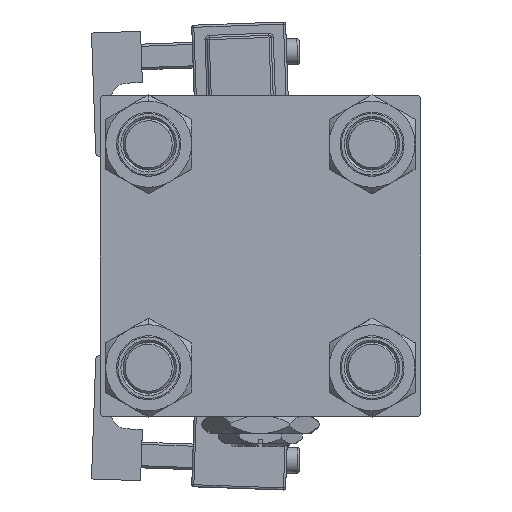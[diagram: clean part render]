
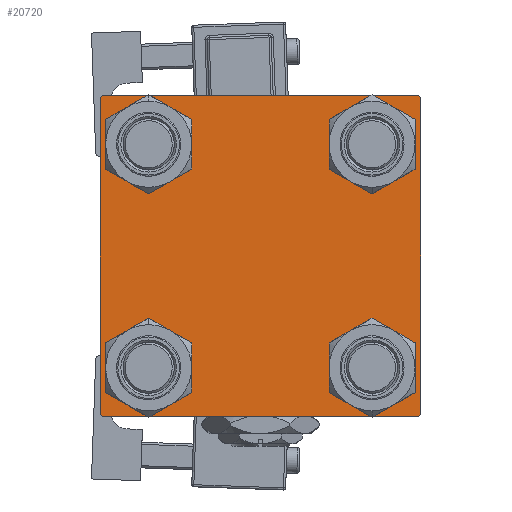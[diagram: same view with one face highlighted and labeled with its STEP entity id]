
A CAD part, left-side view. The second image highlights one B-rep face of the part: STEP entity #20720.
In plain terms, the highlighted planar face has unit normal (-1, 0, 0).
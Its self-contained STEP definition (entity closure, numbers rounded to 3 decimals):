
#150 = ORIENTED_EDGE ( 'NONE', *, *, #6428, .F. ) ;
#248 = EDGE_CURVE ( 'NONE', #25591, #20832, #30381, .T. ) ;
#444 = VERTEX_POINT ( 'NONE', #49714 ) ;
#736 = CARTESIAN_POINT ( 'NONE',  ( 0., 26.15, -26.15 ) ) ;
#899 = VECTOR ( 'NONE', #27325, 1000. ) ;
#1069 = EDGE_CURVE ( 'NONE', #5432, #30979, #28200, .T. ) ;
#1258 = VECTOR ( 'NONE', #53179, 1000. ) ;
#2548 = CARTESIAN_POINT ( 'NONE',  ( 0., -37., -37.5 ) ) ;
#2872 = VERTEX_POINT ( 'NONE', #10565 ) ;
#2935 = CARTESIAN_POINT ( 'NONE',  ( 0., 26.15, 32.65 ) ) ;
#3287 = CARTESIAN_POINT ( 'NONE',  ( 0., -37.5, 37. ) ) ;
#3504 = VECTOR ( 'NONE', #18907, 1000. ) ;
#5432 = VERTEX_POINT ( 'NONE', #2548 ) ;
#5455 = CIRCLE ( 'NONE', #18487, 6.5 ) ;
#6428 = EDGE_CURVE ( 'NONE', #55412, #30979, #17356, .T. ) ;
#6915 = FACE_OUTER_BOUND ( 'NONE', #54806, .T. ) ;
#7517 = CARTESIAN_POINT ( 'NONE',  ( 0., 37.25, -37.25 ) ) ;
#7975 = DIRECTION ( 'NONE',  ( 1., 0., 0. ) ) ;
#8480 = CARTESIAN_POINT ( 'NONE',  ( 0., -37.25, 37.25 ) ) ;
#9140 = ORIENTED_EDGE ( 'NONE', *, *, #32023, .T. ) ;
#9221 = VERTEX_POINT ( 'NONE', #45447 ) ;
#9350 = VECTOR ( 'NONE', #40304, 1000. ) ;
#10010 = CIRCLE ( 'NONE', #36921, 6.5 ) ;
#10071 = CARTESIAN_POINT ( 'NONE',  ( 0., 37.5, 37.5 ) ) ;
#10414 = AXIS2_PLACEMENT_3D ( 'NONE', #13269, #35051, #52756 ) ;
#10565 = CARTESIAN_POINT ( 'NONE',  ( 0., 37.5, 37. ) ) ;
#10786 = VERTEX_POINT ( 'NONE', #46285 ) ;
#11093 = EDGE_LOOP ( 'NONE', ( #15278, #17104 ) ) ;
#11288 = AXIS2_PLACEMENT_3D ( 'NONE', #46706, #52214, #12439 ) ;
#11566 = FACE_BOUND ( 'NONE', #39577, .T. ) ;
#11852 = DIRECTION ( 'NONE',  ( 0., 0., -1. ) ) ;
#12439 = DIRECTION ( 'NONE',  ( 0., 0., 1. ) ) ;
#12452 = ORIENTED_EDGE ( 'NONE', *, *, #29714, .T. ) ;
#13269 = CARTESIAN_POINT ( 'NONE',  ( 0., -26.15, 26.15 ) ) ;
#13662 = VERTEX_POINT ( 'NONE', #56311 ) ;
#15278 = ORIENTED_EDGE ( 'NONE', *, *, #248, .T. ) ;
#15814 = ORIENTED_EDGE ( 'NONE', *, *, #56709, .T. ) ;
#16001 = ORIENTED_EDGE ( 'NONE', *, *, #55422, .T. ) ;
#16794 = FACE_BOUND ( 'NONE', #11093, .T. ) ;
#16811 = LINE ( 'NONE', #7517, #54285 ) ;
#17104 = ORIENTED_EDGE ( 'NONE', *, *, #37761, .T. ) ;
#17150 = ORIENTED_EDGE ( 'NONE', *, *, #39148, .T. ) ;
#17230 = ORIENTED_EDGE ( 'NONE', *, *, #1069, .T. ) ;
#17356 = LINE ( 'NONE', #51921, #18559 ) ;
#17578 = LINE ( 'NONE', #49217, #30702 ) ;
#17789 = CARTESIAN_POINT ( 'NONE',  ( 0., 26.15, -26.15 ) ) ;
#18274 = ORIENTED_EDGE ( 'NONE', *, *, #57089, .T. ) ;
#18457 = DIRECTION ( 'NONE',  ( 1., 0., 0. ) ) ;
#18487 = AXIS2_PLACEMENT_3D ( 'NONE', #17789, #26513, #44215 ) ;
#18559 = VECTOR ( 'NONE', #11852, 1000. ) ;
#18907 = DIRECTION ( 'NONE',  ( 0., -0.707, 0.707 ) ) ;
#19673 = CARTESIAN_POINT ( 'NONE',  ( 0., -26.15, 26.15 ) ) ;
#19772 = ORIENTED_EDGE ( 'NONE', *, *, #51327, .T. ) ;
#20430 = CARTESIAN_POINT ( 'NONE',  ( 0., -26.15, -26.15 ) ) ;
#20485 = CARTESIAN_POINT ( 'NONE',  ( 0., -26.15, -26.15 ) ) ;
#20720 = ADVANCED_FACE ( 'NONE', ( #38852, #16794, #24933, #11566, #6915 ), #34517, .T. ) ;
#20832 = VERTEX_POINT ( 'NONE', #42012 ) ;
#20933 = EDGE_CURVE ( 'NONE', #46971, #5432, #17578, .T. ) ;
#21608 = VERTEX_POINT ( 'NONE', #48729 ) ;
#21870 = DIRECTION ( 'NONE',  ( 0., 0., 1. ) ) ;
#21942 = CARTESIAN_POINT ( 'NONE',  ( 0., 37., -37.5 ) ) ;
#22590 = LINE ( 'NONE', #10071, #9350 ) ;
#23483 = DIRECTION ( 'NONE',  ( 0., 0., 1. ) ) ;
#23716 = CIRCLE ( 'NONE', #50604, 6.5 ) ;
#24020 = CARTESIAN_POINT ( 'NONE',  ( 0., -26.15, 32.65 ) ) ;
#24452 = EDGE_CURVE ( 'NONE', #40494, #36638, #37309, .T. ) ;
#24933 = FACE_BOUND ( 'NONE', #28589, .T. ) ;
#24935 = CARTESIAN_POINT ( 'NONE',  ( 0., 37.5, -37. ) ) ;
#25591 = VERTEX_POINT ( 'NONE', #43732 ) ;
#25603 = CARTESIAN_POINT ( 'NONE',  ( 0., 37.5, 37.5 ) ) ;
#25653 = AXIS2_PLACEMENT_3D ( 'NONE', #736, #18457, #40246 ) ;
#25908 = LINE ( 'NONE', #39244, #32774 ) ;
#26513 = DIRECTION ( 'NONE',  ( 1., 0., 0. ) ) ;
#27049 = ORIENTED_EDGE ( 'NONE', *, *, #54274, .T. ) ;
#27325 = DIRECTION ( 'NONE',  ( 0., 0., -1. ) ) ;
#28009 = ORIENTED_EDGE ( 'NONE', *, *, #40962, .T. ) ;
#28128 = CARTESIAN_POINT ( 'NONE',  ( 0., 26.15, 26.15 ) ) ;
#28200 = LINE ( 'NONE', #41257, #3504 ) ;
#28589 = EDGE_LOOP ( 'NONE', ( #17150, #18274 ) ) ;
#28617 = CARTESIAN_POINT ( 'NONE',  ( 0., -37.5, -37. ) ) ;
#29714 = EDGE_CURVE ( 'NONE', #36638, #40494, #31069, .T. ) ;
#30056 = AXIS2_PLACEMENT_3D ( 'NONE', #51779, #47434, #21870 ) ;
#30381 = CIRCLE ( 'NONE', #42431, 6.5 ) ;
#30702 = VECTOR ( 'NONE', #48362, 1000. ) ;
#30979 = VERTEX_POINT ( 'NONE', #28617 ) ;
#31069 = CIRCLE ( 'NONE', #44952, 6.5 ) ;
#32023 = EDGE_CURVE ( 'NONE', #444, #47648, #23716, .T. ) ;
#32765 = DIRECTION ( 'NONE',  ( 1., 0., 0. ) ) ;
#32774 = VECTOR ( 'NONE', #48812, 1000. ) ;
#33599 = DIRECTION ( 'NONE',  ( 1., 0., 0. ) ) ;
#34517 = PLANE ( 'NONE',  #11288 ) ;
#35051 = DIRECTION ( 'NONE',  ( 1., 0., 0. ) ) ;
#36638 = VERTEX_POINT ( 'NONE', #37122 ) ;
#36858 = ORIENTED_EDGE ( 'NONE', *, *, #24452, .T. ) ;
#36921 = AXIS2_PLACEMENT_3D ( 'NONE', #20485, #7975, #55885 ) ;
#37122 = CARTESIAN_POINT ( 'NONE',  ( 0., -26.15, 19.65 ) ) ;
#37309 = CIRCLE ( 'NONE', #10414, 6.5 ) ;
#37372 = DIRECTION ( 'NONE',  ( 0., 0., 1. ) ) ;
#37761 = EDGE_CURVE ( 'NONE', #20832, #25591, #10010, .T. ) ;
#37838 = DIRECTION ( 'NONE',  ( 0., 0., 1. ) ) ;
#38852 = FACE_BOUND ( 'NONE', #56283, .T. ) ;
#38939 = ORIENTED_EDGE ( 'NONE', *, *, #46702, .F. ) ;
#39148 = EDGE_CURVE ( 'NONE', #21608, #10786, #5455, .T. ) ;
#39244 = CARTESIAN_POINT ( 'NONE',  ( 0., 37.25, 37.25 ) ) ;
#39496 = VERTEX_POINT ( 'NONE', #24935 ) ;
#39577 = EDGE_LOOP ( 'NONE', ( #16001, #9140 ) ) ;
#40246 = DIRECTION ( 'NONE',  ( 0., 0., 1. ) ) ;
#40304 = DIRECTION ( 'NONE',  ( 0., -1., 0. ) ) ;
#40494 = VERTEX_POINT ( 'NONE', #24020 ) ;
#40962 = EDGE_CURVE ( 'NONE', #2872, #39496, #47663, .T. ) ;
#41257 = CARTESIAN_POINT ( 'NONE',  ( 0., -37.25, -37.25 ) ) ;
#42012 = CARTESIAN_POINT ( 'NONE',  ( 0., -26.15, -32.65 ) ) ;
#42431 = AXIS2_PLACEMENT_3D ( 'NONE', #20430, #47132, #37838 ) ;
#43732 = CARTESIAN_POINT ( 'NONE',  ( 0., -26.15, -19.65 ) ) ;
#44215 = DIRECTION ( 'NONE',  ( 0., 0., 1. ) ) ;
#44952 = AXIS2_PLACEMENT_3D ( 'NONE', #19673, #33599, #37372 ) ;
#45447 = CARTESIAN_POINT ( 'NONE',  ( 0., -37., 37.5 ) ) ;
#46285 = CARTESIAN_POINT ( 'NONE',  ( 0., 26.15, -32.65 ) ) ;
#46702 = EDGE_CURVE ( 'NONE', #13662, #9221, #22590, .T. ) ;
#46706 = CARTESIAN_POINT ( 'NONE',  ( 0., 0., 0. ) ) ;
#46971 = VERTEX_POINT ( 'NONE', #21942 ) ;
#47132 = DIRECTION ( 'NONE',  ( 1., 0., 0. ) ) ;
#47434 = DIRECTION ( 'NONE',  ( 1., 0., 0. ) ) ;
#47648 = VERTEX_POINT ( 'NONE', #2935 ) ;
#47663 = LINE ( 'NONE', #25603, #899 ) ;
#48362 = DIRECTION ( 'NONE',  ( 0., -1., 0. ) ) ;
#48729 = CARTESIAN_POINT ( 'NONE',  ( 0., 26.15, -19.65 ) ) ;
#48812 = DIRECTION ( 'NONE',  ( 0., 0.707, -0.707 ) ) ;
#49217 = CARTESIAN_POINT ( 'NONE',  ( 0., 37.5, -37.5 ) ) ;
#49408 = LINE ( 'NONE', #8480, #1258 ) ;
#49714 = CARTESIAN_POINT ( 'NONE',  ( 0., 26.15, 19.65 ) ) ;
#50604 = AXIS2_PLACEMENT_3D ( 'NONE', #28128, #32765, #23483 ) ;
#51327 = EDGE_CURVE ( 'NONE', #55412, #9221, #49408, .T. ) ;
#51779 = CARTESIAN_POINT ( 'NONE',  ( 0., 26.15, 26.15 ) ) ;
#51921 = CARTESIAN_POINT ( 'NONE',  ( 0., -37.5, 37.5 ) ) ;
#52214 = DIRECTION ( 'NONE',  ( -1., 0., 0. ) ) ;
#52229 = DIRECTION ( 'NONE',  ( 0., -0.707, -0.707 ) ) ;
#52756 = DIRECTION ( 'NONE',  ( 0., 0., 1. ) ) ;
#53179 = DIRECTION ( 'NONE',  ( 0., 0.707, 0.707 ) ) ;
#54274 = EDGE_CURVE ( 'NONE', #13662, #2872, #25908, .T. ) ;
#54285 = VECTOR ( 'NONE', #52229, 1000. ) ;
#54806 = EDGE_LOOP ( 'NONE', ( #28009, #15814, #57466, #17230, #150, #19772, #38939, #27049 ) ) ;
#55057 = CIRCLE ( 'NONE', #30056, 6.5 ) ;
#55412 = VERTEX_POINT ( 'NONE', #3287 ) ;
#55422 = EDGE_CURVE ( 'NONE', #47648, #444, #55057, .T. ) ;
#55885 = DIRECTION ( 'NONE',  ( 0., 0., 1. ) ) ;
#56205 = CIRCLE ( 'NONE', #25653, 6.5 ) ;
#56283 = EDGE_LOOP ( 'NONE', ( #36858, #12452 ) ) ;
#56311 = CARTESIAN_POINT ( 'NONE',  ( 0., 37., 37.5 ) ) ;
#56709 = EDGE_CURVE ( 'NONE', #39496, #46971, #16811, .T. ) ;
#57089 = EDGE_CURVE ( 'NONE', #10786, #21608, #56205, .T. ) ;
#57466 = ORIENTED_EDGE ( 'NONE', *, *, #20933, .T. ) ;
